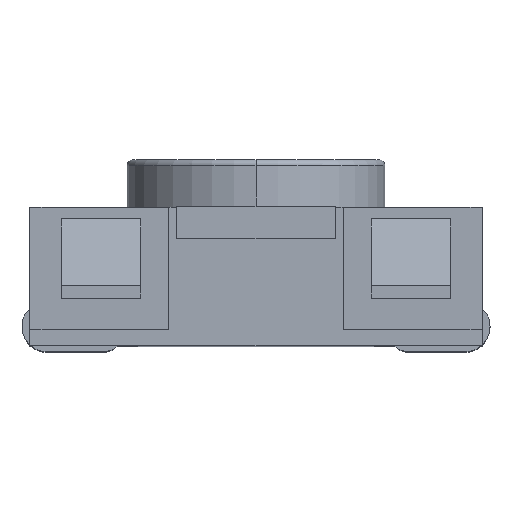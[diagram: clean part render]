
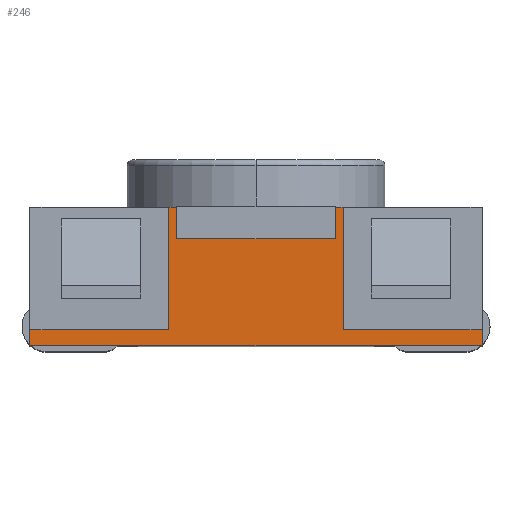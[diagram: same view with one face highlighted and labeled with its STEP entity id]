
A CAD part, top view. The second image highlights one B-rep face of the part: STEP entity #246.
In plain terms, the highlighted planar face has unit normal (0, 0, 1).
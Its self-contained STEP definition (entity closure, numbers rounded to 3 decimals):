
#178 = VERTEX_POINT ( 'NONE', #1751 ) ;
#179 = VERTEX_POINT ( 'NONE', #1750 ) ;
#221 = ORIENTED_EDGE ( 'NONE', *, *, #222, .F. ) ;
#222 = EDGE_CURVE ( 'NONE', #179, #178, #1791, .T. ) ;
#223 = ORIENTED_EDGE ( 'NONE', *, *, #224, .F. ) ;
#224 = EDGE_CURVE ( 'NONE', #251, #179, #1787, .T. ) ;
#246 = ADVANCED_FACE ( 'NONE', ( #1865 ), #1864, .F. ) ;
#247 = EDGE_LOOP ( 'NONE', ( #248, #252, #276, #279, #282, #285, #288, #256, #259, #262, #221, #223 ) ) ;
#248 = ORIENTED_EDGE ( 'NONE', *, *, #249, .F. ) ;
#249 = EDGE_CURVE ( 'NONE', #250, #251, #1859, .T. ) ;
#250 = VERTEX_POINT ( 'NONE', #1855 ) ;
#251 = VERTEX_POINT ( 'NONE', #1854 ) ;
#252 = ORIENTED_EDGE ( 'NONE', *, *, #275, .F. ) ;
#253 = VERTEX_POINT ( 'NONE', #1853 ) ;
#255 = EDGE_CURVE ( 'NONE', #287, #289, #1846, .T. ) ;
#256 = ORIENTED_EDGE ( 'NONE', *, *, #257, .F. ) ;
#257 = EDGE_CURVE ( 'NONE', #258, #289, #1903, .T. ) ;
#258 = VERTEX_POINT ( 'NONE', #1899 ) ;
#259 = ORIENTED_EDGE ( 'NONE', *, *, #260, .T. ) ;
#260 = EDGE_CURVE ( 'NONE', #258, #261, #1898, .T. ) ;
#261 = VERTEX_POINT ( 'NONE', #1894 ) ;
#262 = ORIENTED_EDGE ( 'NONE', *, *, #263, .T. ) ;
#263 = EDGE_CURVE ( 'NONE', #261, #178, #1893, .T. ) ;
#275 = EDGE_CURVE ( 'NONE', #253, #250, #1926, .T. ) ;
#276 = ORIENTED_EDGE ( 'NONE', *, *, #277, .T. ) ;
#277 = EDGE_CURVE ( 'NONE', #253, #278, #1922, .T. ) ;
#278 = VERTEX_POINT ( 'NONE', #1918 ) ;
#279 = ORIENTED_EDGE ( 'NONE', *, *, #280, .T. ) ;
#280 = EDGE_CURVE ( 'NONE', #278, #281, #1917, .T. ) ;
#281 = VERTEX_POINT ( 'NONE', #1913 ) ;
#282 = ORIENTED_EDGE ( 'NONE', *, *, #283, .F. ) ;
#283 = EDGE_CURVE ( 'NONE', #284, #281, #1912, .T. ) ;
#284 = VERTEX_POINT ( 'NONE', #1908 ) ;
#285 = ORIENTED_EDGE ( 'NONE', *, *, #286, .T. ) ;
#286 = EDGE_CURVE ( 'NONE', #284, #287, #1907, .T. ) ;
#287 = VERTEX_POINT ( 'NONE', #1967 ) ;
#288 = ORIENTED_EDGE ( 'NONE', *, *, #255, .T. ) ;
#289 = VERTEX_POINT ( 'NONE', #1966 ) ;
#1750 = CARTESIAN_POINT ( 'NONE',  ( -2., 3.5, 5.1 ) ) ;
#1751 = CARTESIAN_POINT ( 'NONE',  ( -2., 2.7, 5.1 ) ) ;
#1784 = DIRECTION ( 'NONE',  ( 1., 0., 0. ) ) ;
#1785 = VECTOR ( 'NONE', #1784, 1000. ) ;
#1786 = CARTESIAN_POINT ( 'NONE',  ( -5.7, 3.5, 5.1 ) ) ;
#1787 = LINE ( 'NONE', #1786, #1785 ) ;
#1788 = DIRECTION ( 'NONE',  ( 0., -1., 0. ) ) ;
#1789 = VECTOR ( 'NONE', #1788, 1000. ) ;
#1790 = CARTESIAN_POINT ( 'NONE',  ( -2., 3.5, 5.1 ) ) ;
#1791 = LINE ( 'NONE', #1790, #1789 ) ;
#1843 = DIRECTION ( 'NONE',  ( 0., 1., 0. ) ) ;
#1844 = VECTOR ( 'NONE', #1843, 1000. ) ;
#1845 = CARTESIAN_POINT ( 'NONE',  ( 2.2, 3.5, 5.1 ) ) ;
#1846 = LINE ( 'NONE', #1845, #1844 ) ;
#1853 = CARTESIAN_POINT ( 'NONE',  ( -5.7, 0.4, 5.1 ) ) ;
#1854 = CARTESIAN_POINT ( 'NONE',  ( -2.2, 3.5, 5.1 ) ) ;
#1855 = CARTESIAN_POINT ( 'NONE',  ( -2.2, 0.4, 5.1 ) ) ;
#1856 = DIRECTION ( 'NONE',  ( 0., 1., 0. ) ) ;
#1857 = VECTOR ( 'NONE', #1856, 1000. ) ;
#1858 = CARTESIAN_POINT ( 'NONE',  ( -2.2, 3.5, 5.1 ) ) ;
#1859 = LINE ( 'NONE', #1858, #1857 ) ;
#1860 = DIRECTION ( 'NONE',  ( -1., 0., 0. ) ) ;
#1861 = DIRECTION ( 'NONE',  ( 0., 0., -1. ) ) ;
#1862 = CARTESIAN_POINT ( 'NONE',  ( 2.9, 3.5, 5.1 ) ) ;
#1863 = AXIS2_PLACEMENT_3D ( 'NONE', #1862, #1861, #1860 ) ;
#1864 = PLANE ( 'NONE',  #1863 ) ;
#1865 = FACE_OUTER_BOUND ( 'NONE', #247, .T. ) ;
#1890 = DIRECTION ( 'NONE',  ( -1., 0., 0. ) ) ;
#1891 = VECTOR ( 'NONE', #1890, 1000. ) ;
#1892 = CARTESIAN_POINT ( 'NONE',  ( -2., 2.7, 5.1 ) ) ;
#1893 = LINE ( 'NONE', #1892, #1891 ) ;
#1894 = CARTESIAN_POINT ( 'NONE',  ( 2., 2.7, 5.1 ) ) ;
#1895 = DIRECTION ( 'NONE',  ( 0., -1., 0. ) ) ;
#1896 = VECTOR ( 'NONE', #1895, 1000. ) ;
#1897 = CARTESIAN_POINT ( 'NONE',  ( 2., 3.5, 5.1 ) ) ;
#1898 = LINE ( 'NONE', #1897, #1896 ) ;
#1899 = CARTESIAN_POINT ( 'NONE',  ( 2., 3.5, 5.1 ) ) ;
#1900 = DIRECTION ( 'NONE',  ( 1., 0., 0. ) ) ;
#1901 = VECTOR ( 'NONE', #1900, 1000. ) ;
#1902 = CARTESIAN_POINT ( 'NONE',  ( 4.9, 3.5, 5.1 ) ) ;
#1903 = LINE ( 'NONE', #1902, #1901 ) ;
#1904 = DIRECTION ( 'NONE',  ( -1., 0., 0. ) ) ;
#1905 = VECTOR ( 'NONE', #1904, 1000. ) ;
#1906 = CARTESIAN_POINT ( 'NONE',  ( 2.2, 0.4, 5.1 ) ) ;
#1907 = LINE ( 'NONE', #1906, #1905 ) ;
#1908 = CARTESIAN_POINT ( 'NONE',  ( 5.7, 0.4, 5.1 ) ) ;
#1909 = DIRECTION ( 'NONE',  ( 0., -1., 0. ) ) ;
#1910 = VECTOR ( 'NONE', #1909, 1000. ) ;
#1911 = CARTESIAN_POINT ( 'NONE',  ( 5.7, 3.5, 5.1 ) ) ;
#1912 = LINE ( 'NONE', #1911, #1910 ) ;
#1913 = CARTESIAN_POINT ( 'NONE',  ( 5.7, 0., 5.1 ) ) ;
#1914 = DIRECTION ( 'NONE',  ( 1., 0., 0. ) ) ;
#1915 = VECTOR ( 'NONE', #1914, 1000. ) ;
#1916 = CARTESIAN_POINT ( 'NONE',  ( 5.7, 0., 5.1 ) ) ;
#1917 = LINE ( 'NONE', #1916, #1915 ) ;
#1918 = CARTESIAN_POINT ( 'NONE',  ( -5.7, 0., 5.1 ) ) ;
#1919 = DIRECTION ( 'NONE',  ( 0., -1., 0. ) ) ;
#1920 = VECTOR ( 'NONE', #1919, 1000. ) ;
#1921 = CARTESIAN_POINT ( 'NONE',  ( -5.7, 3.5, 5.1 ) ) ;
#1922 = LINE ( 'NONE', #1921, #1920 ) ;
#1923 = DIRECTION ( 'NONE',  ( 1., 0., 0. ) ) ;
#1924 = VECTOR ( 'NONE', #1923, 1000. ) ;
#1925 = CARTESIAN_POINT ( 'NONE',  ( -2.2, 0.4, 5.1 ) ) ;
#1926 = LINE ( 'NONE', #1925, #1924 ) ;
#1966 = CARTESIAN_POINT ( 'NONE',  ( 2.2, 3.5, 5.1 ) ) ;
#1967 = CARTESIAN_POINT ( 'NONE',  ( 2.2, 0.4, 5.1 ) ) ;
